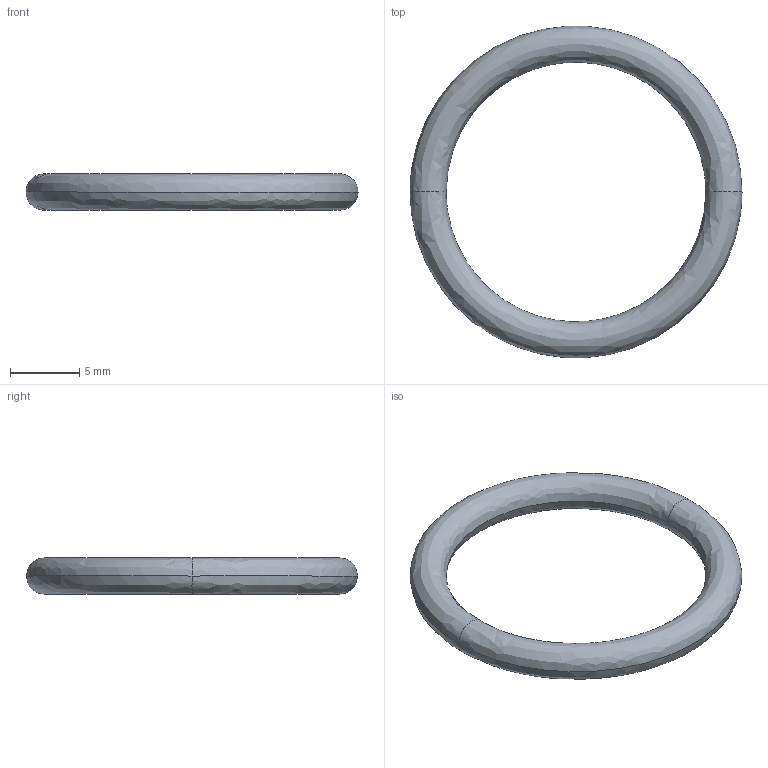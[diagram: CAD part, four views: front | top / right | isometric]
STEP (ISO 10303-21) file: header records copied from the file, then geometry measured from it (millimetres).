
FILE_DESCRIPTION(/* description */ (''),/* implementation_level */ '2;1');
FILE_NAME(/* name */ 'MS-01 oring',/* time_stamp */ '2025-01-14T18:55:34-08:00',/* author */ (''),/* organization */ (''),/* preprocessor_version */ 'ST-DEVELOPER v16.5',/* originating_system */ 'Rhino 7.37',/* authorisation */ '');
FILE_SCHEMA (('CONFIG_CONTROL_DESIGN'));
Length unit declared in the file: millimetre
Products named in the file (1): Document
Bounding box: 23.95 x 23.9 x 2.62 mm (x, y, z)
Volume: 360.3 mm3; surface area: 551.4 mm2
Topology: 1 solids, 1 shells, 4 faces, 8 edges, 4 vertices
Faces by surface type: bspline 4
Entity records: 290 total; most frequent: CARTESIAN_POINT 158, ORIENTED_EDGE 16, EDGE_CURVE 8, ORGANIZATION 7, PERSON_AND_ORGANIZATION 7, LOCAL_TIME 5, CALENDAR_DATE 5, DATE_AND_TIME 5
